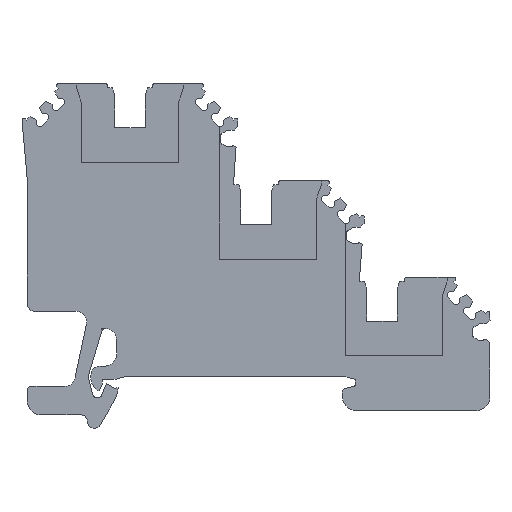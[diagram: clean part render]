
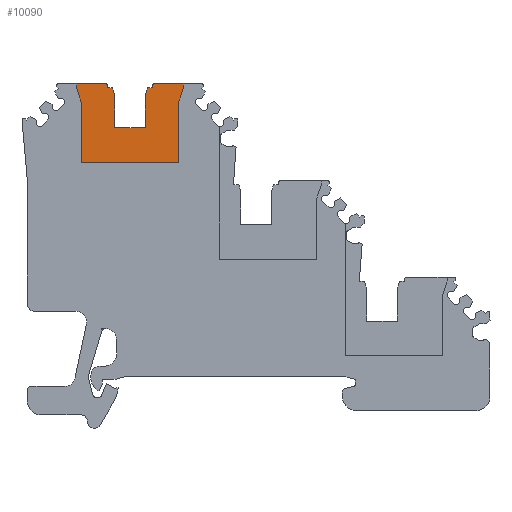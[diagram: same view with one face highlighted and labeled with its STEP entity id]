
A CAD part, left-side view. The second image highlights one B-rep face of the part: STEP entity #10090.
In plain terms, the highlighted planar face has unit normal (-1, 0, 0).
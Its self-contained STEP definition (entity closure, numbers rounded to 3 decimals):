
#226=AXIS2_PLACEMENT_3D('Plane Axis2P3D',#223,#224,#225) ;
#3721=AXIS2_PLACEMENT_3D('Circle Axis2P3D',#3719,#3720,$) ;
#9083=AXIS2_PLACEMENT_3D('Circle Axis2P3D',#9081,#9082,$) ;
#223=CARTESIAN_POINT('Axis2P3D Location',(0.525,36.4,6.85)) ;
#3546=CARTESIAN_POINT('Line Origine',(0.525,48.35,43.9)) ;
#3550=CARTESIAN_POINT('Vertex',(0.525,48.35,42.15)) ;
#3552=CARTESIAN_POINT('Vertex',(0.525,48.35,45.65)) ;
#3591=CARTESIAN_POINT('Vertex',(0.525,48.3,45.65)) ;
#3594=CARTESIAN_POINT('Line Origine',(0.525,48.325,45.65)) ;
#3612=CARTESIAN_POINT('Line Origine',(0.525,48.3,46.3)) ;
#3616=CARTESIAN_POINT('Vertex',(0.525,48.3,46.95)) ;
#3641=CARTESIAN_POINT('Vertex',(0.525,48.04,47.75)) ;
#3644=CARTESIAN_POINT('Line Origine',(0.525,48.17,47.35)) ;
#3666=CARTESIAN_POINT('Vertex',(0.525,47.35,47.75)) ;
#3669=CARTESIAN_POINT('Line Origine',(0.525,47.695,47.75)) ;
#3687=CARTESIAN_POINT('Line Origine',(0.525,47.35,47.9)) ;
#3691=CARTESIAN_POINT('Vertex',(0.525,47.35,48.05)) ;
#3716=CARTESIAN_POINT('Vertex',(0.525,47.1,48.3)) ;
#3719=CARTESIAN_POINT('Axis2P3D Location',(0.525,47.1,48.05)) ;
#3751=CARTESIAN_POINT('Line Origine',(0.525,45.05,48.3)) ;
#3755=CARTESIAN_POINT('Vertex',(0.525,43.,48.3)) ;
#9019=CARTESIAN_POINT('Vertex',(0.525,53.9,48.3)) ;
#9033=CARTESIAN_POINT('Vertex',(0.525,58.,48.3)) ;
#9036=CARTESIAN_POINT('Line Origine',(0.525,55.95,48.3)) ;
#9078=CARTESIAN_POINT('Vertex',(0.525,53.65,48.05)) ;
#9081=CARTESIAN_POINT('Axis2P3D Location',(0.525,53.9,48.05)) ;
#9103=CARTESIAN_POINT('Vertex',(0.525,53.65,47.75)) ;
#9106=CARTESIAN_POINT('Line Origine',(0.525,53.65,47.9)) ;
#9123=CARTESIAN_POINT('Vertex',(0.525,52.96,47.75)) ;
#9126=CARTESIAN_POINT('Line Origine',(0.525,53.305,47.75)) ;
#9148=CARTESIAN_POINT('Vertex',(0.525,52.7,46.95)) ;
#9151=CARTESIAN_POINT('Line Origine',(0.525,52.83,47.35)) ;
#9173=CARTESIAN_POINT('Vertex',(0.525,52.7,45.65)) ;
#9176=CARTESIAN_POINT('Line Origine',(0.525,52.7,46.3)) ;
#9193=CARTESIAN_POINT('Vertex',(0.525,52.65,45.65)) ;
#9196=CARTESIAN_POINT('Line Origine',(0.525,52.675,45.65)) ;
#9218=CARTESIAN_POINT('Vertex',(0.525,52.65,42.15)) ;
#9228=CARTESIAN_POINT('Line Origine',(0.525,52.65,43.9)) ;
#10012=CARTESIAN_POINT('Line Origine',(0.525,58.,48.05)) ;
#10016=CARTESIAN_POINT('Vertex',(0.525,58.,47.8)) ;
#10019=CARTESIAN_POINT('Line Origine',(0.525,57.662,46.761)) ;
#10023=CARTESIAN_POINT('Vertex',(0.525,57.325,45.723)) ;
#10026=CARTESIAN_POINT('Line Origine',(0.525,57.325,41.511)) ;
#10030=CARTESIAN_POINT('Vertex',(0.525,57.325,37.3)) ;
#10033=CARTESIAN_POINT('Line Origine',(0.525,50.5,37.3)) ;
#10037=CARTESIAN_POINT('Vertex',(0.525,43.675,37.3)) ;
#10040=CARTESIAN_POINT('Line Origine',(0.525,43.675,41.511)) ;
#10044=CARTESIAN_POINT('Vertex',(0.525,43.675,45.723)) ;
#10047=CARTESIAN_POINT('Line Origine',(0.525,43.337,46.761)) ;
#10051=CARTESIAN_POINT('Vertex',(0.525,43.,47.8)) ;
#10054=CARTESIAN_POINT('Line Origine',(0.525,43.,48.05)) ;
#10059=CARTESIAN_POINT('Line Origine',(0.525,50.5,42.15)) ;
#224=DIRECTION('Axis2P3D Direction',(-1.,0.,0.)) ;
#225=DIRECTION('Axis2P3D XDirection',(0.,1.,0.)) ;
#3547=DIRECTION('Vector Direction',(0.,0.,1.)) ;
#3595=DIRECTION('Vector Direction',(0.,1.,0.)) ;
#3613=DIRECTION('Vector Direction',(0.,0.,1.)) ;
#3645=DIRECTION('Vector Direction',(0.,0.309,-0.951)) ;
#3670=DIRECTION('Vector Direction',(0.,1.,0.)) ;
#3688=DIRECTION('Vector Direction',(0.,0.,1.)) ;
#3720=DIRECTION('Axis2P3D Direction',(-1.,0.,0.)) ;
#3752=DIRECTION('Vector Direction',(0.,-1.,0.)) ;
#9037=DIRECTION('Vector Direction',(0.,-1.,0.)) ;
#9082=DIRECTION('Axis2P3D Direction',(-1.,0.,0.)) ;
#9107=DIRECTION('Vector Direction',(0.,0.,1.)) ;
#9127=DIRECTION('Vector Direction',(0.,1.,0.)) ;
#9152=DIRECTION('Vector Direction',(0.,0.309,0.951)) ;
#9177=DIRECTION('Vector Direction',(0.,0.,1.)) ;
#9197=DIRECTION('Vector Direction',(0.,1.,0.)) ;
#9229=DIRECTION('Vector Direction',(0.,0.,1.)) ;
#10013=DIRECTION('Vector Direction',(0.,0.,-1.)) ;
#10020=DIRECTION('Vector Direction',(0.,-0.309,-0.951)) ;
#10027=DIRECTION('Vector Direction',(0.,0.,-1.)) ;
#10034=DIRECTION('Vector Direction',(0.,-1.,0.)) ;
#10041=DIRECTION('Vector Direction',(0.,0.,1.)) ;
#10048=DIRECTION('Vector Direction',(0.,-0.309,0.951)) ;
#10055=DIRECTION('Vector Direction',(0.,0.,1.)) ;
#10060=DIRECTION('Vector Direction',(0.,1.,0.)) ;
#3548=VECTOR('Line Direction',#3547,1.) ;
#3596=VECTOR('Line Direction',#3595,1.) ;
#3614=VECTOR('Line Direction',#3613,1.) ;
#3646=VECTOR('Line Direction',#3645,1.) ;
#3671=VECTOR('Line Direction',#3670,1.) ;
#3689=VECTOR('Line Direction',#3688,1.) ;
#3753=VECTOR('Line Direction',#3752,1.) ;
#9038=VECTOR('Line Direction',#9037,1.) ;
#9108=VECTOR('Line Direction',#9107,1.) ;
#9128=VECTOR('Line Direction',#9127,1.) ;
#9153=VECTOR('Line Direction',#9152,1.) ;
#9178=VECTOR('Line Direction',#9177,1.) ;
#9198=VECTOR('Line Direction',#9197,1.) ;
#9230=VECTOR('Line Direction',#9229,1.) ;
#10014=VECTOR('Line Direction',#10013,1.) ;
#10021=VECTOR('Line Direction',#10020,1.) ;
#10028=VECTOR('Line Direction',#10027,1.) ;
#10035=VECTOR('Line Direction',#10034,1.) ;
#10042=VECTOR('Line Direction',#10041,1.) ;
#10049=VECTOR('Line Direction',#10048,1.) ;
#10056=VECTOR('Line Direction',#10055,1.) ;
#10061=VECTOR('Line Direction',#10060,1.) ;
#10065=ORIENTED_EDGE('',*,*,#9040,.T.) ;
#10066=ORIENTED_EDGE('',*,*,#10018,.T.) ;
#10067=ORIENTED_EDGE('',*,*,#10025,.T.) ;
#10068=ORIENTED_EDGE('',*,*,#10032,.T.) ;
#10069=ORIENTED_EDGE('',*,*,#10039,.T.) ;
#10070=ORIENTED_EDGE('',*,*,#10046,.T.) ;
#10071=ORIENTED_EDGE('',*,*,#10053,.T.) ;
#10072=ORIENTED_EDGE('',*,*,#10058,.T.) ;
#10073=ORIENTED_EDGE('',*,*,#3757,.T.) ;
#10074=ORIENTED_EDGE('',*,*,#3723,.T.) ;
#10075=ORIENTED_EDGE('',*,*,#3693,.F.) ;
#10076=ORIENTED_EDGE('',*,*,#3673,.T.) ;
#10077=ORIENTED_EDGE('',*,*,#3648,.T.) ;
#10078=ORIENTED_EDGE('',*,*,#3618,.F.) ;
#10079=ORIENTED_EDGE('',*,*,#3598,.T.) ;
#10080=ORIENTED_EDGE('',*,*,#3554,.F.) ;
#10081=ORIENTED_EDGE('',*,*,#10063,.T.) ;
#10082=ORIENTED_EDGE('',*,*,#9232,.T.) ;
#10083=ORIENTED_EDGE('',*,*,#9200,.T.) ;
#10084=ORIENTED_EDGE('',*,*,#9180,.T.) ;
#10085=ORIENTED_EDGE('',*,*,#9155,.T.) ;
#10086=ORIENTED_EDGE('',*,*,#9130,.T.) ;
#10087=ORIENTED_EDGE('',*,*,#9110,.T.) ;
#10088=ORIENTED_EDGE('',*,*,#9085,.T.) ;
#10090=ADVANCED_FACE('KLTR',(#10089),#227,.T.) ;
#3722=CIRCLE('generated circle',#3721,0.25) ;
#9084=CIRCLE('generated circle',#9083,0.25) ;
#3554=EDGE_CURVE('',#3551,#3553,#3549,.T.) ;
#3598=EDGE_CURVE('',#3592,#3553,#3597,.T.) ;
#3618=EDGE_CURVE('',#3592,#3617,#3615,.T.) ;
#3648=EDGE_CURVE('',#3642,#3617,#3647,.T.) ;
#3673=EDGE_CURVE('',#3667,#3642,#3672,.T.) ;
#3693=EDGE_CURVE('',#3667,#3692,#3690,.T.) ;
#3723=EDGE_CURVE('',#3717,#3692,#3722,.T.) ;
#3757=EDGE_CURVE('',#3756,#3717,#3754,.F.) ;
#9040=EDGE_CURVE('',#9020,#9034,#9039,.F.) ;
#9085=EDGE_CURVE('',#9079,#9020,#9084,.T.) ;
#9110=EDGE_CURVE('',#9104,#9079,#9109,.T.) ;
#9130=EDGE_CURVE('',#9124,#9104,#9129,.T.) ;
#9155=EDGE_CURVE('',#9149,#9124,#9154,.T.) ;
#9180=EDGE_CURVE('',#9174,#9149,#9179,.T.) ;
#9200=EDGE_CURVE('',#9194,#9174,#9199,.T.) ;
#9232=EDGE_CURVE('',#9219,#9194,#9231,.T.) ;
#10018=EDGE_CURVE('',#9034,#10017,#10015,.T.) ;
#10025=EDGE_CURVE('',#10017,#10024,#10022,.T.) ;
#10032=EDGE_CURVE('',#10024,#10031,#10029,.T.) ;
#10039=EDGE_CURVE('',#10031,#10038,#10036,.T.) ;
#10046=EDGE_CURVE('',#10038,#10045,#10043,.T.) ;
#10053=EDGE_CURVE('',#10045,#10052,#10050,.T.) ;
#10058=EDGE_CURVE('',#10052,#3756,#10057,.T.) ;
#10063=EDGE_CURVE('',#3551,#9219,#10062,.T.) ;
#10064=EDGE_LOOP('',(#10065,#10066,#10067,#10068,#10069,#10070,#10071,#10072,#10073,#10074,#10075,#10076,#10077,#10078,#10079,#10080,#10081,#10082,#10083,#10084,#10085,#10086,#10087,#10088)) ;
#10089=FACE_OUTER_BOUND('',#10064,.T.) ;
#3549=LINE('Line',#3546,#3548) ;
#3597=LINE('Line',#3594,#3596) ;
#3615=LINE('Line',#3612,#3614) ;
#3647=LINE('Line',#3644,#3646) ;
#3672=LINE('Line',#3669,#3671) ;
#3690=LINE('Line',#3687,#3689) ;
#3754=LINE('Line',#3751,#3753) ;
#9039=LINE('Line',#9036,#9038) ;
#9109=LINE('Line',#9106,#9108) ;
#9129=LINE('Line',#9126,#9128) ;
#9154=LINE('Line',#9151,#9153) ;
#9179=LINE('Line',#9176,#9178) ;
#9199=LINE('Line',#9196,#9198) ;
#9231=LINE('Line',#9228,#9230) ;
#10015=LINE('Line',#10012,#10014) ;
#10022=LINE('Line',#10019,#10021) ;
#10029=LINE('Line',#10026,#10028) ;
#10036=LINE('Line',#10033,#10035) ;
#10043=LINE('Line',#10040,#10042) ;
#10050=LINE('Line',#10047,#10049) ;
#10057=LINE('Line',#10054,#10056) ;
#10062=LINE('Line',#10059,#10061) ;
#227=PLANE('',#226) ;
#3551=VERTEX_POINT('',#3550) ;
#3553=VERTEX_POINT('',#3552) ;
#3592=VERTEX_POINT('',#3591) ;
#3617=VERTEX_POINT('',#3616) ;
#3642=VERTEX_POINT('',#3641) ;
#3667=VERTEX_POINT('',#3666) ;
#3692=VERTEX_POINT('',#3691) ;
#3717=VERTEX_POINT('',#3716) ;
#3756=VERTEX_POINT('',#3755) ;
#9020=VERTEX_POINT('',#9019) ;
#9034=VERTEX_POINT('',#9033) ;
#9079=VERTEX_POINT('',#9078) ;
#9104=VERTEX_POINT('',#9103) ;
#9124=VERTEX_POINT('',#9123) ;
#9149=VERTEX_POINT('',#9148) ;
#9174=VERTEX_POINT('',#9173) ;
#9194=VERTEX_POINT('',#9193) ;
#9219=VERTEX_POINT('',#9218) ;
#10017=VERTEX_POINT('',#10016) ;
#10024=VERTEX_POINT('',#10023) ;
#10031=VERTEX_POINT('',#10030) ;
#10038=VERTEX_POINT('',#10037) ;
#10045=VERTEX_POINT('',#10044) ;
#10052=VERTEX_POINT('',#10051) ;
